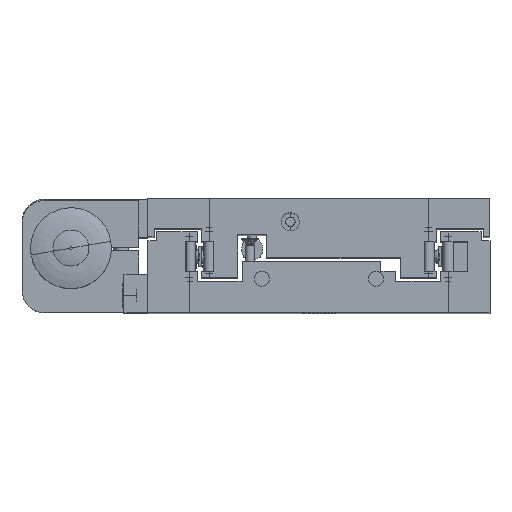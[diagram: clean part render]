
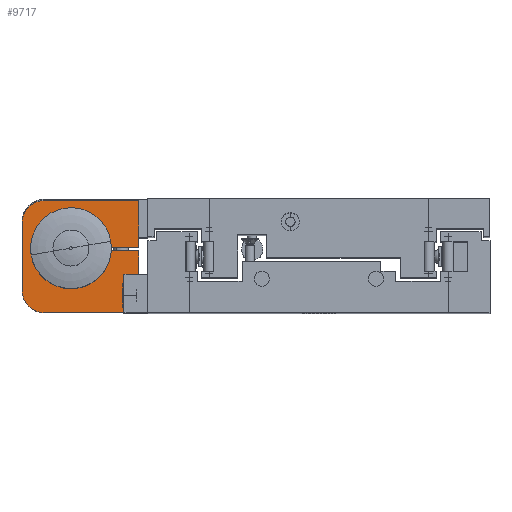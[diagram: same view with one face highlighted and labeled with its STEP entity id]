
A CAD part, top view. The second image highlights one B-rep face of the part: STEP entity #9717.
In plain terms, the highlighted planar face has unit normal (0, 0, 1).
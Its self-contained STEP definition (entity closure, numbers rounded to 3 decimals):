
#116 = VERTEX_POINT ( 'NONE', #7302 ) ;
#152 = CARTESIAN_POINT ( 'NONE',  ( -8.6, 2.164, 10.3 ) ) ;
#201 = DIRECTION ( 'NONE',  ( -1., 0., 0. ) ) ;
#383 = DIRECTION ( 'NONE',  ( 1., 0., 0. ) ) ;
#487 = EDGE_CURVE ( 'NONE', #16869, #843, #10623, .T. ) ;
#566 = CARTESIAN_POINT ( 'NONE',  ( -11.302, -7.436, 10.3 ) ) ;
#570 = CARTESIAN_POINT ( 'NONE',  ( -0.4, 1.764, 10.3 ) ) ;
#581 = CARTESIAN_POINT ( 'NONE',  ( -6.302, -7.436, 10.3 ) ) ;
#613 = CARTESIAN_POINT ( 'NONE',  ( -11.3, -7.3, 10.3 ) ) ;
#769 = CARTESIAN_POINT ( 'NONE',  ( -6.302, -7.436, 10.3 ) ) ;
#843 = VERTEX_POINT ( 'NONE', #14062 ) ;
#902 = ORIENTED_EDGE ( 'NONE', *, *, #17295, .T. ) ;
#1089 = CIRCLE ( 'NONE', #4173, 5. ) ;
#1095 = ORIENTED_EDGE ( 'NONE', *, *, #4099, .F. ) ;
#1207 = VERTEX_POINT ( 'NONE', #9285 ) ;
#1250 = LINE ( 'NONE', #9007, #16610 ) ;
#1268 = CARTESIAN_POINT ( 'NONE',  ( 11.4, -3.836, 10.3 ) ) ;
#1307 = ORIENTED_EDGE ( 'NONE', *, *, #12943, .F. ) ;
#1645 = AXIS2_PLACEMENT_3D ( 'NONE', #769, #11557, #9910 ) ;
#1675 = CARTESIAN_POINT ( 'NONE',  ( 14.7, 2.164, 10.3 ) ) ;
#1695 = VERTEX_POINT ( 'NONE', #7483 ) ;
#1716 = ORIENTED_EDGE ( 'NONE', *, *, #14832, .T. ) ;
#1777 = DIRECTION ( 'NONE',  ( 0., 0., -1. ) ) ;
#1816 = ORIENTED_EDGE ( 'NONE', *, *, #2564, .F. ) ;
#1838 = DIRECTION ( 'NONE',  ( 0., 0., 1. ) ) ;
#1937 = VECTOR ( 'NONE', #4078, 1000. ) ;
#2275 = CIRCLE ( 'NONE', #16236, 4.775 ) ;
#2328 = VECTOR ( 'NONE', #10784, 1000. ) ;
#2364 = LINE ( 'NONE', #3807, #10117 ) ;
#2377 = CARTESIAN_POINT ( 'NONE',  ( -11.3, 7.7, 10.3 ) ) ;
#2564 = EDGE_CURVE ( 'NONE', #10439, #14487, #8005, .T. ) ;
#2652 = LINE ( 'NONE', #13144, #6554 ) ;
#2748 = DIRECTION ( 'NONE',  ( 0., 1., 0. ) ) ;
#2795 = VERTEX_POINT ( 'NONE', #2377 ) ;
#3528 = LINE ( 'NONE', #18401, #4200 ) ;
#3702 = VERTEX_POINT ( 'NONE', #18460 ) ;
#3714 = DIRECTION ( 'NONE',  ( 0., -1., 0. ) ) ;
#3800 = VERTEX_POINT ( 'NONE', #5248 ) ;
#3807 = CARTESIAN_POINT ( 'NONE',  ( 11.4, -12.436, 10.3 ) ) ;
#4078 = DIRECTION ( 'NONE',  ( 1., 0., 0. ) ) ;
#4099 = EDGE_CURVE ( 'NONE', #15291, #1207, #10673, .T. ) ;
#4173 = AXIS2_PLACEMENT_3D ( 'NONE', #581, #15338, #201 ) ;
#4200 = VECTOR ( 'NONE', #12394, 1000. ) ;
#4375 = CARTESIAN_POINT ( 'NONE',  ( 4.358, 1.364, 10.3 ) ) ;
#4628 = DIRECTION ( 'NONE',  ( 0., 0., 1. ) ) ;
#4658 = LINE ( 'NONE', #12238, #2328 ) ;
#4757 = CARTESIAN_POINT ( 'NONE',  ( -8.6, 2.164, 10.3 ) ) ;
#5042 = DIRECTION ( 'NONE',  ( 0., -1., 0. ) ) ;
#5084 = VERTEX_POINT ( 'NONE', #1675 ) ;
#5248 = CARTESIAN_POINT ( 'NONE',  ( 14.7, 12.564, 10.3 ) ) ;
#5258 = VERTEX_POINT ( 'NONE', #9626 ) ;
#5900 = CARTESIAN_POINT ( 'NONE',  ( 11.7, -12.436, 10.3 ) ) ;
#6069 = VECTOR ( 'NONE', #12105, 1000. ) ;
#6242 = VERTEX_POINT ( 'NONE', #9679 ) ;
#6270 = DIRECTION ( 'NONE',  ( 1., 0., 0. ) ) ;
#6554 = VECTOR ( 'NONE', #2748, 1000. ) ;
#6565 = ORIENTED_EDGE ( 'NONE', *, *, #8588, .F. ) ;
#6619 = EDGE_CURVE ( 'NONE', #10439, #5084, #10538, .T. ) ;
#6688 = VERTEX_POINT ( 'NONE', #1268 ) ;
#6865 = EDGE_CURVE ( 'NONE', #14940, #16869, #1089, .T. ) ;
#6896 = EDGE_CURVE ( 'NONE', #3800, #3702, #4658, .T. ) ;
#7302 = CARTESIAN_POINT ( 'NONE',  ( 11.4, -12.436, 10.3 ) ) ;
#7422 = DIRECTION ( 'NONE',  ( 1., 0., 0. ) ) ;
#7483 = CARTESIAN_POINT ( 'NONE',  ( -5.158, 1.364, 10.3 ) ) ;
#7660 = AXIS2_PLACEMENT_3D ( 'NONE', #12088, #17716, #17911 ) ;
#7679 = DIRECTION ( 'NONE',  ( -1., 0., 0. ) ) ;
#7700 = ORIENTED_EDGE ( 'NONE', *, *, #6865, .T. ) ;
#7734 = DIRECTION ( 'NONE',  ( 1., 0., 0. ) ) ;
#7809 = VECTOR ( 'NONE', #5042, 1000. ) ;
#7902 = CARTESIAN_POINT ( 'NONE',  ( -5.158, 2.164, 10.3 ) ) ;
#8005 = CIRCLE ( 'NONE', #12384, 4.775 ) ;
#8343 = VECTOR ( 'NONE', #7734, 1000. ) ;
#8588 = EDGE_CURVE ( 'NONE', #5258, #6688, #1250, .T. ) ;
#8788 = ORIENTED_EDGE ( 'NONE', *, *, #6896, .T. ) ;
#8985 = VERTEX_POINT ( 'NONE', #18995 ) ;
#9007 = CARTESIAN_POINT ( 'NONE',  ( 16.7, -3.836, 10.3 ) ) ;
#9098 = ORIENTED_EDGE ( 'NONE', *, *, #6619, .T. ) ;
#9138 = EDGE_CURVE ( 'NONE', #5084, #3800, #12011, .T. ) ;
#9272 = DIRECTION ( 'NONE',  ( 1., 0., 0. ) ) ;
#9285 = CARTESIAN_POINT ( 'NONE',  ( 14.7, 1.364, 10.3 ) ) ;
#9317 = EDGE_CURVE ( 'NONE', #6688, #116, #2364, .T. ) ;
#9533 = CIRCLE ( 'NONE', #7660, 5. ) ;
#9626 = CARTESIAN_POINT ( 'NONE',  ( 14.7, -3.836, 10.3 ) ) ;
#9679 = CARTESIAN_POINT ( 'NONE',  ( -8.6, 2.164, 10.3 ) ) ;
#9717 = ADVANCED_FACE ( 'NONE', ( #12078 ), #17992, .F. ) ;
#9910 = DIRECTION ( 'NONE',  ( -1., 0., 0. ) ) ;
#10117 = VECTOR ( 'NONE', #3714, 1000. ) ;
#10272 = CARTESIAN_POINT ( 'NONE',  ( -0.4, 1.764, 10.3 ) ) ;
#10428 = ORIENTED_EDGE ( 'NONE', *, *, #9317, .F. ) ;
#10436 = AXIS2_PLACEMENT_3D ( 'NONE', #15083, #1777, #7679 ) ;
#10439 = VERTEX_POINT ( 'NONE', #17928 ) ;
#10538 = LINE ( 'NONE', #152, #17203 ) ;
#10623 = CIRCLE ( 'NONE', #1645, 5. ) ;
#10673 = LINE ( 'NONE', #12049, #11102 ) ;
#10784 = DIRECTION ( 'NONE',  ( -1., 0., 0. ) ) ;
#11102 = VECTOR ( 'NONE', #383, 1000. ) ;
#11224 = EDGE_CURVE ( 'NONE', #5258, #1207, #2652, .T. ) ;
#11557 = DIRECTION ( 'NONE',  ( 0., 0., 1. ) ) ;
#11804 = ORIENTED_EDGE ( 'NONE', *, *, #9138, .T. ) ;
#12011 = LINE ( 'NONE', #16566, #6069 ) ;
#12049 = CARTESIAN_POINT ( 'NONE',  ( -8.6, 1.364, 10.3 ) ) ;
#12078 = FACE_OUTER_BOUND ( 'NONE', #18862, .T. ) ;
#12088 = CARTESIAN_POINT ( 'NONE',  ( -6.302, 7.564, 10.3 ) ) ;
#12105 = DIRECTION ( 'NONE',  ( 0., 1., 0. ) ) ;
#12238 = CARTESIAN_POINT ( 'NONE',  ( 9.3, 12.564, 10.3 ) ) ;
#12248 = LINE ( 'NONE', #4757, #7809 ) ;
#12260 = ORIENTED_EDGE ( 'NONE', *, *, #11224, .T. ) ;
#12384 = AXIS2_PLACEMENT_3D ( 'NONE', #10272, #4628, #14741 ) ;
#12394 = DIRECTION ( 'NONE',  ( 0., -1., 0. ) ) ;
#12943 = EDGE_CURVE ( 'NONE', #8985, #1695, #16280, .T. ) ;
#13108 = EDGE_CURVE ( 'NONE', #6242, #14487, #15395, .T. ) ;
#13144 = CARTESIAN_POINT ( 'NONE',  ( 14.7, -3.836, 10.3 ) ) ;
#13219 = ORIENTED_EDGE ( 'NONE', *, *, #16682, .T. ) ;
#13301 = EDGE_CURVE ( 'NONE', #6242, #8985, #12248, .T. ) ;
#13709 = VECTOR ( 'NONE', #7422, 1000. ) ;
#13885 = EDGE_CURVE ( 'NONE', #1695, #15291, #2275, .T. ) ;
#14062 = CARTESIAN_POINT ( 'NONE',  ( -6.302, -12.436, 10.3 ) ) ;
#14313 = ORIENTED_EDGE ( 'NONE', *, *, #13301, .F. ) ;
#14487 = VERTEX_POINT ( 'NONE', #7902 ) ;
#14741 = DIRECTION ( 'NONE',  ( 1., 0., 0. ) ) ;
#14750 = ORIENTED_EDGE ( 'NONE', *, *, #487, .T. ) ;
#14832 = EDGE_CURVE ( 'NONE', #3702, #2795, #9533, .T. ) ;
#14834 = CARTESIAN_POINT ( 'NONE',  ( -8.6, 1.364, 10.3 ) ) ;
#14940 = VERTEX_POINT ( 'NONE', #613 ) ;
#15083 = CARTESIAN_POINT ( 'NONE',  ( -6.302, 7.564, 10.3 ) ) ;
#15291 = VERTEX_POINT ( 'NONE', #4375 ) ;
#15338 = DIRECTION ( 'NONE',  ( 0., 0., 1. ) ) ;
#15395 = LINE ( 'NONE', #17395, #1937 ) ;
#16014 = DIRECTION ( 'NONE',  ( -1., 0., 0. ) ) ;
#16236 = AXIS2_PLACEMENT_3D ( 'NONE', #570, #1838, #6270 ) ;
#16280 = LINE ( 'NONE', #14834, #13709 ) ;
#16295 = ORIENTED_EDGE ( 'NONE', *, *, #13108, .T. ) ;
#16566 = CARTESIAN_POINT ( 'NONE',  ( 14.7, -3.836, 10.3 ) ) ;
#16597 = LINE ( 'NONE', #5900, #8343 ) ;
#16610 = VECTOR ( 'NONE', #16014, 1000. ) ;
#16682 = EDGE_CURVE ( 'NONE', #843, #116, #16597, .T. ) ;
#16869 = VERTEX_POINT ( 'NONE', #566 ) ;
#17203 = VECTOR ( 'NONE', #9272, 1000. ) ;
#17295 = EDGE_CURVE ( 'NONE', #2795, #14940, #3528, .T. ) ;
#17395 = CARTESIAN_POINT ( 'NONE',  ( -8.6, 2.164, 10.3 ) ) ;
#17716 = DIRECTION ( 'NONE',  ( 0., 0., 1. ) ) ;
#17911 = DIRECTION ( 'NONE',  ( -1., 0., 0. ) ) ;
#17928 = CARTESIAN_POINT ( 'NONE',  ( 4.358, 2.164, 10.3 ) ) ;
#17992 = PLANE ( 'NONE',  #10436 ) ;
#18368 = ORIENTED_EDGE ( 'NONE', *, *, #13885, .F. ) ;
#18401 = CARTESIAN_POINT ( 'NONE',  ( -11.3, 7.7, 10.3 ) ) ;
#18460 = CARTESIAN_POINT ( 'NONE',  ( -6.302, 12.564, 10.3 ) ) ;
#18862 = EDGE_LOOP ( 'NONE', ( #1816, #9098, #11804, #8788, #1716, #902, #7700, #14750, #13219, #10428, #6565, #12260, #1095, #18368, #1307, #14313, #16295 ) ) ;
#18995 = CARTESIAN_POINT ( 'NONE',  ( -8.6, 1.364, 10.3 ) ) ;
